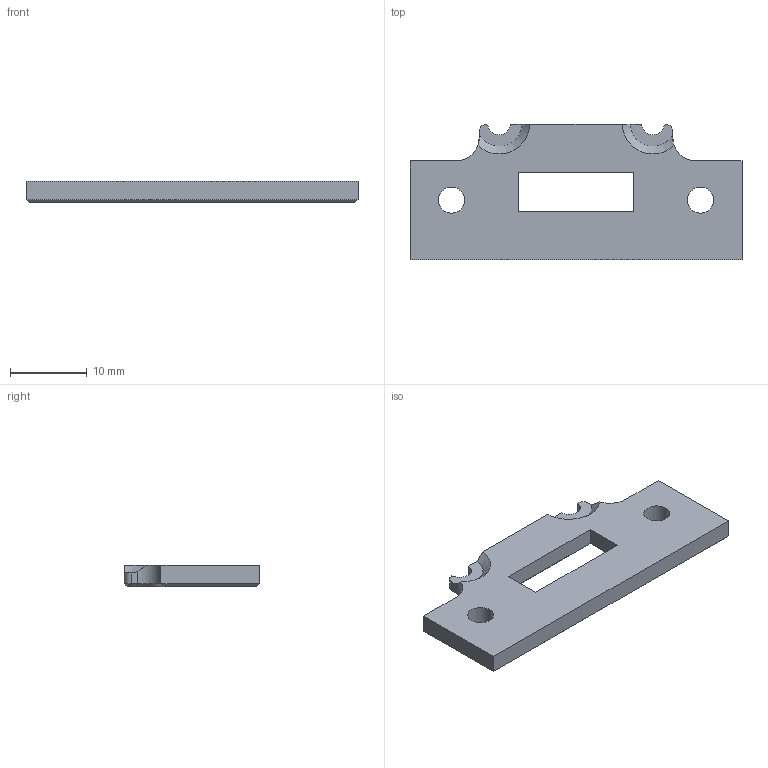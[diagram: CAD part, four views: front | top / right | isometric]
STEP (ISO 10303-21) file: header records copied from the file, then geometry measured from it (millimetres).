
FILE_DESCRIPTION (( 'STEP AP203' ), '1' );
FILE_NAME ('LGX-Mount-SW-r01d - 2.STEP', '2022-11-21T00:05:24', ( '' ), ( '' ), 'SwSTEP 2.0', 'SolidWorks 2022', '' );
FILE_SCHEMA (( 'CONFIG_CONTROL_DESIGN' ));
Length unit declared in the file: millimetre
Products named in the file (1): LGX-Mount-SW-r01d - 2
Bounding box: 43.2 x 17.68 x 2.8 mm (x, y, z)
Volume: 1580.9 mm3; surface area: 1615.3 mm2
Topology: 1 solids, 1 shells, 50 faces, 124 edges, 76 vertices
Faces by surface type: plane 32, cone 10, cylinder 8
Full cylindrical faces by diameter (mm): 3.4 x2
Entity records: 1521 total; most frequent: CARTESIAN_POINT 277, DIRECTION 238, ORIENTED_EDGE 236, EDGE_CURVE 118, LINE 80, VECTOR 80, AXIS2_PLACEMENT_3D 79, VERTEX_POINT 74
